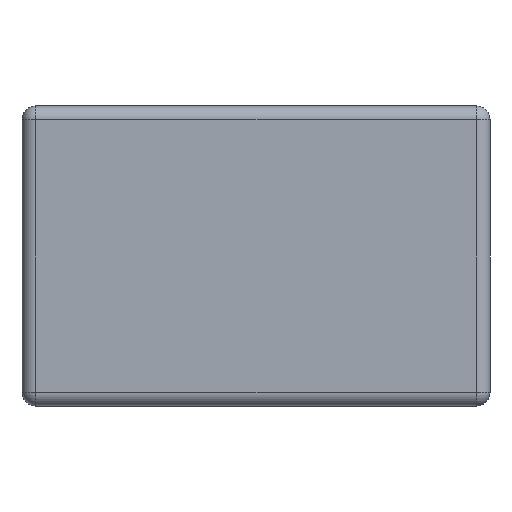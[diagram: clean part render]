
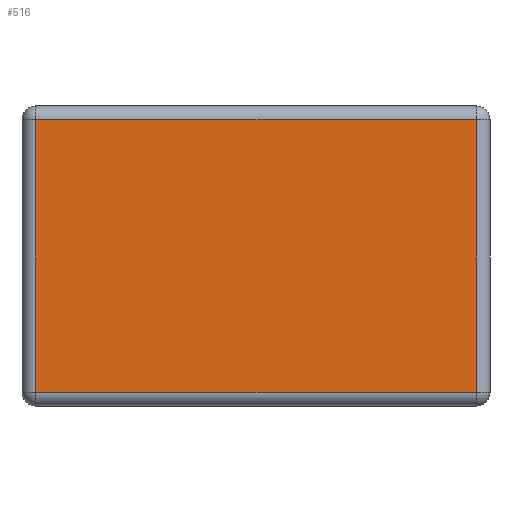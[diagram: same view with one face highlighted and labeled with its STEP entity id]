
A CAD part, left-side view. The second image highlights one B-rep face of the part: STEP entity #516.
In plain terms, the highlighted planar face has unit normal (-1, 0, 0).
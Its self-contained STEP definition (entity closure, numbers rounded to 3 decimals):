
#343=CARTESIAN_POINT('',(-2.375,-1.6,2.08));
#344=VERTEX_POINT('',#343);
#367=CARTESIAN_POINT('',(-2.375,-1.6,0.1));
#368=VERTEX_POINT('',#367);
#393=CARTESIAN_POINT('',(-2.375,1.6,2.08));
#394=VERTEX_POINT('',#393);
#417=CARTESIAN_POINT('',(-2.375,1.6,0.1));
#418=VERTEX_POINT('',#417);
#445=CARTESIAN_POINT('',(-2.375,1.6,0.1));
#446=DIRECTION('',(0.0,0.0,1.0));
#447=VECTOR('',#446,1.98);
#448=LINE('',#445,#447);
#449=EDGE_CURVE('',#418,#394,#448,.T.);
#462=CARTESIAN_POINT('',(-2.375,-1.6,0.1));
#463=DIRECTION('',(0.0,1.0,0.0));
#464=VECTOR('',#463,3.2);
#465=LINE('',#462,#464);
#466=EDGE_CURVE('',#368,#418,#465,.T.);
#477=CARTESIAN_POINT('',(-2.375,1.6,2.08));
#478=DIRECTION('',(0.0,-1.0,0.0));
#479=VECTOR('',#478,3.2);
#480=LINE('',#477,#479);
#481=EDGE_CURVE('',#394,#344,#480,.T.);
#494=CARTESIAN_POINT('',(-2.375,-1.6,2.08));
#495=DIRECTION('',(0.0,0.0,-1.0));
#496=VECTOR('',#495,1.98);
#497=LINE('',#494,#496);
#498=EDGE_CURVE('',#344,#368,#497,.T.);
#505=CARTESIAN_POINT('',(-2.375,-1.7,0.));
#506=DIRECTION('',(-1.0,0.0,0.0));
#507=DIRECTION('',(0.0,0.0,1.0));
#508=AXIS2_PLACEMENT_3D('',#505,#506,#507);
#509=PLANE('',#508);
#510=ORIENTED_EDGE('',*,*,#449,.F.);
#511=ORIENTED_EDGE('',*,*,#466,.F.);
#512=ORIENTED_EDGE('',*,*,#498,.F.);
#513=ORIENTED_EDGE('',*,*,#481,.F.);
#514=EDGE_LOOP('',(#510,#511,#512,#513));
#515=FACE_OUTER_BOUND('',#514,.T.);
#516=ADVANCED_FACE('',(#515),#509,.T.);
